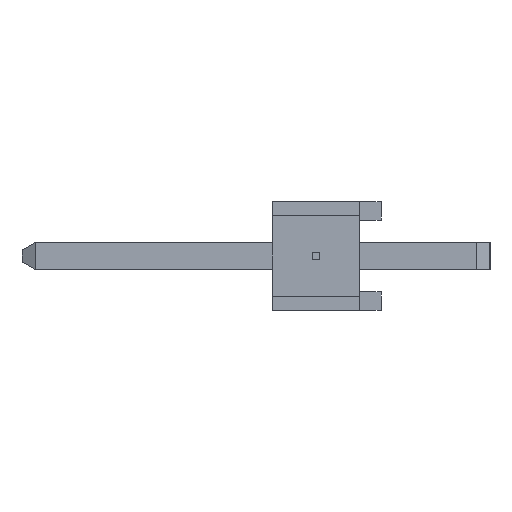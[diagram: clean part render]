
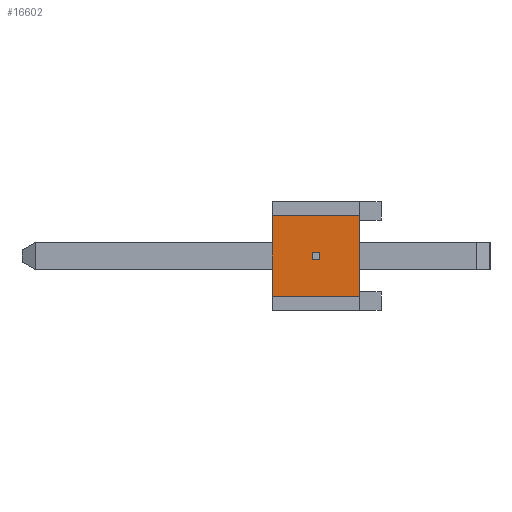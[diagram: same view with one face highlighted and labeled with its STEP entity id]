
A CAD part, left-side view. The second image highlights one B-rep face of the part: STEP entity #16602.
In plain terms, the highlighted planar face has unit normal (-1, 0, 0).
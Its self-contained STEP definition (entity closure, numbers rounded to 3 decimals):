
#313 = CARTESIAN_POINT ( 'NONE',  ( -22.657, 2.54, -0.94 ) ) ;
#523 = EDGE_CURVE ( 'NONE', #11116, #17217, #20793, .T. ) ;
#1142 = CARTESIAN_POINT ( 'NONE',  ( -22.657, 0., 0. ) ) ;
#1619 = AXIS2_PLACEMENT_3D ( 'NONE', #1142, #3569, #11659 ) ;
#1683 = DIRECTION ( 'NONE',  ( 0., 0., -1. ) ) ;
#2319 = ORIENTED_EDGE ( 'NONE', *, *, #13418, .F. ) ;
#2375 = LINE ( 'NONE', #10672, #22082 ) ;
#2523 = CARTESIAN_POINT ( 'NONE',  ( -22.657, 1.434, 0. ) ) ;
#3483 = CARTESIAN_POINT ( 'NONE',  ( -22.657, 1.614, 0. ) ) ;
#3569 = DIRECTION ( 'NONE',  ( 1., 0., 0. ) ) ;
#4373 = LINE ( 'NONE', #24482, #13729 ) ;
#5174 = EDGE_CURVE ( 'NONE', #20203, #9010, #13339, .T. ) ;
#5332 = CARTESIAN_POINT ( 'NONE',  ( -22.657, 1.614, 0.086 ) ) ;
#5832 = EDGE_LOOP ( 'NONE', ( #9225, #21794, #12417, #8199 ) ) ;
#6099 = ORIENTED_EDGE ( 'NONE', *, *, #15267, .F. ) ;
#7290 = LINE ( 'NONE', #8570, #19284 ) ;
#7642 = CARTESIAN_POINT ( 'NONE',  ( -22.657, 0.508, -0.94 ) ) ;
#8136 = LINE ( 'NONE', #3483, #14295 ) ;
#8199 = ORIENTED_EDGE ( 'NONE', *, *, #18114, .F. ) ;
#8570 = CARTESIAN_POINT ( 'NONE',  ( -22.657, 2.54, 0.94 ) ) ;
#8708 = DIRECTION ( 'NONE',  ( 0., 0., 1. ) ) ;
#8749 = DIRECTION ( 'NONE',  ( 0., 1., 0. ) ) ;
#9010 = VERTEX_POINT ( 'NONE', #25905 ) ;
#9116 = VERTEX_POINT ( 'NONE', #19444 ) ;
#9139 = VERTEX_POINT ( 'NONE', #7642 ) ;
#9225 = ORIENTED_EDGE ( 'NONE', *, *, #17724, .F. ) ;
#9862 = CARTESIAN_POINT ( 'NONE',  ( -22.657, 0., 0.086 ) ) ;
#10058 = VERTEX_POINT ( 'NONE', #11396 ) ;
#10580 = DIRECTION ( 'NONE',  ( 0., -1., 0. ) ) ;
#10672 = CARTESIAN_POINT ( 'NONE',  ( -22.657, 0., -0.94 ) ) ;
#11116 = VERTEX_POINT ( 'NONE', #25793 ) ;
#11343 = LINE ( 'NONE', #2523, #21398 ) ;
#11396 = CARTESIAN_POINT ( 'NONE',  ( -22.657, 1.614, -0.086 ) ) ;
#11659 = DIRECTION ( 'NONE',  ( 0., 0., -1. ) ) ;
#12417 = ORIENTED_EDGE ( 'NONE', *, *, #18506, .F. ) ;
#12946 = ORIENTED_EDGE ( 'NONE', *, *, #5174, .F. ) ;
#13161 = ORIENTED_EDGE ( 'NONE', *, *, #16995, .F. ) ;
#13339 = LINE ( 'NONE', #25041, #25566 ) ;
#13418 = EDGE_CURVE ( 'NONE', #26713, #9139, #4373, .T. ) ;
#13668 = DIRECTION ( 'NONE',  ( 0., 0., -1. ) ) ;
#13729 = VECTOR ( 'NONE', #1683, 1000. ) ;
#14295 = VECTOR ( 'NONE', #13668, 1000. ) ;
#14628 = VECTOR ( 'NONE', #20258, 1000. ) ;
#15267 = EDGE_CURVE ( 'NONE', #9010, #26713, #7290, .T. ) ;
#16602 = ADVANCED_FACE ( 'NONE', ( #18224, #20165 ), #26185, .F. ) ;
#16995 = EDGE_CURVE ( 'NONE', #9139, #20203, #2375, .T. ) ;
#17217 = VERTEX_POINT ( 'NONE', #5332 ) ;
#17724 = EDGE_CURVE ( 'NONE', #17217, #10058, #8136, .T. ) ;
#18114 = EDGE_CURVE ( 'NONE', #10058, #9116, #20435, .T. ) ;
#18224 = FACE_BOUND ( 'NONE', #5832, .T. ) ;
#18506 = EDGE_CURVE ( 'NONE', #9116, #11116, #11343, .T. ) ;
#19284 = VECTOR ( 'NONE', #10580, 1000. ) ;
#19444 = CARTESIAN_POINT ( 'NONE',  ( -22.657, 1.434, -0.086 ) ) ;
#19785 = DIRECTION ( 'NONE',  ( 0., -1., 0. ) ) ;
#19964 = CARTESIAN_POINT ( 'NONE',  ( -22.657, 0., -0.086 ) ) ;
#20165 = FACE_OUTER_BOUND ( 'NONE', #23554, .T. ) ;
#20203 = VERTEX_POINT ( 'NONE', #313 ) ;
#20258 = DIRECTION ( 'NONE',  ( 0., 1., 0. ) ) ;
#20435 = LINE ( 'NONE', #19964, #23016 ) ;
#20762 = CARTESIAN_POINT ( 'NONE',  ( -22.657, 0.508, 0.94 ) ) ;
#20793 = LINE ( 'NONE', #9862, #14628 ) ;
#21398 = VECTOR ( 'NONE', #8708, 1000. ) ;
#21794 = ORIENTED_EDGE ( 'NONE', *, *, #523, .F. ) ;
#22082 = VECTOR ( 'NONE', #8749, 1000. ) ;
#23016 = VECTOR ( 'NONE', #19785, 1000. ) ;
#23554 = EDGE_LOOP ( 'NONE', ( #2319, #6099, #12946, #13161 ) ) ;
#24482 = CARTESIAN_POINT ( 'NONE',  ( -22.657, 0.508, 0. ) ) ;
#24956 = DIRECTION ( 'NONE',  ( 0., 0., 1. ) ) ;
#25041 = CARTESIAN_POINT ( 'NONE',  ( -22.657, 2.54, -0.94 ) ) ;
#25566 = VECTOR ( 'NONE', #24956, 1000. ) ;
#25793 = CARTESIAN_POINT ( 'NONE',  ( -22.657, 1.434, 0.086 ) ) ;
#25905 = CARTESIAN_POINT ( 'NONE',  ( -22.657, 2.54, 0.94 ) ) ;
#26185 = PLANE ( 'NONE',  #1619 ) ;
#26713 = VERTEX_POINT ( 'NONE', #20762 ) ;
